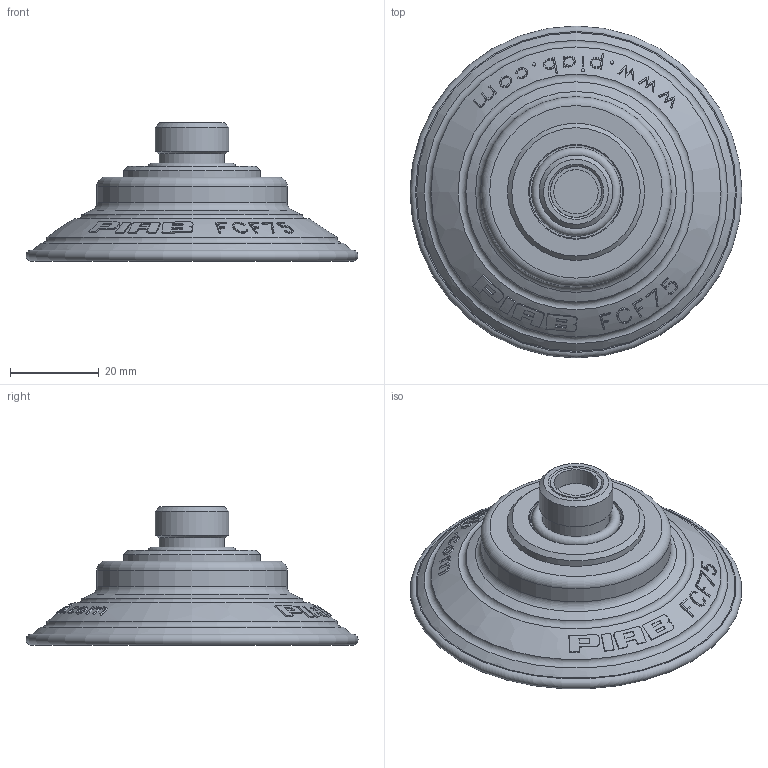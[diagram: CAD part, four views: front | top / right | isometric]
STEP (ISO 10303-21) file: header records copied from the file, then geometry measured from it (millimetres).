
FILE_DESCRIPTION( ( 'Unknown' ), '1' );
FILE_NAME( 'SE-0413693.stp', 'Unknown', ( 'Unknown' ), ( 'Unknown' ), 'PSStep 17.0.49', 'Unknown', ' ' );
FILE_SCHEMA( ( 'AUTOMOTIVE_DESIGN { 1 0 10303 214 1 1 1 1 }' ) );
Length unit declared in the file: millimetre
Products named in the file (9): 0119425; 0119410; 0117772; 3113636; 3150311; 3150309; Assem1; SE-0413670; 0119542
Assembly tree (8 placements, depth 3):
  Assem1
    SE-0413670
    0119542
    0119425
      0119410
      0117772
      3113636
      3150311
      3150309
Bounding box: 75 x 75 x 31.3 mm (x, y, z)
Volume: 50460.3 mm3; surface area: 19153.1 mm2
Topology: 7 solids, 8 shells, 920 faces, 2577 edges, 1711 vertices
Faces by surface type: plane 695, cylinder 157, bspline 35, cone 25, torus 8
Full cylindrical faces by diameter (mm): 5 x1, 8.8 x1, 8.917 x1, 10 x4, 11.3 x1, 11.5 x2, 11.6 x1, 13.5 x1, 14 x1, 14.8 x1, 16.66 x1, 21 x1, 31 x2, 38 x2, 43 x1
Entity records: 35199 total; most frequent: CARTESIAN_POINT 9949, ORIENTED_EDGE 5018, DIRECTION 3265, EDGE_CURVE 2509, VERTEX_POINT 1695, B_SPLINE_CURVE_WITH_KNOTS 1374, AXIS2_PLACEMENT_3D 1235, EDGE_LOOP 1016
